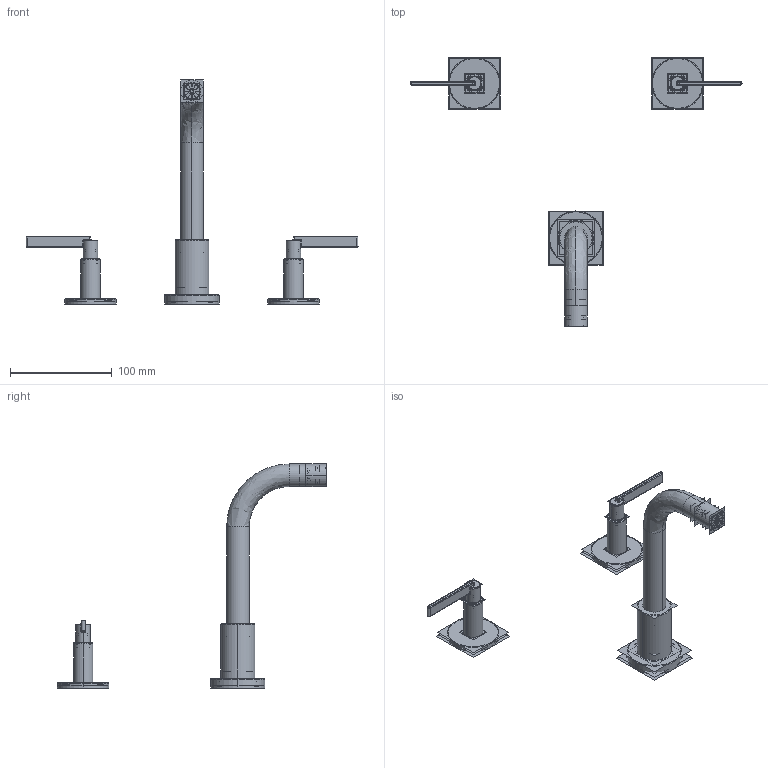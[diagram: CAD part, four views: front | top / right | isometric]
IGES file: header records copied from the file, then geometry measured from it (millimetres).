
Start section:  PTC IGES file: 3-3325_asm.igs
Global section: file name: 3-3325_asm.igs; native system: Creo Parametric by PTC Inc.; preprocessor: 2018400; author: jinson.thomas; organization: Unknown; date: 20200914.113053; units: inch
Bounding box: 327.02 x 265.18 x 220.66 mm (x, y, z)
Volume: 463548.1 mm3; surface area: 2337014.7 mm2
Topology: 14 solids, 14 shells, 1274 faces, 8227 edges, 11650 vertices
Faces by surface type: revolution 734, bspline 540
